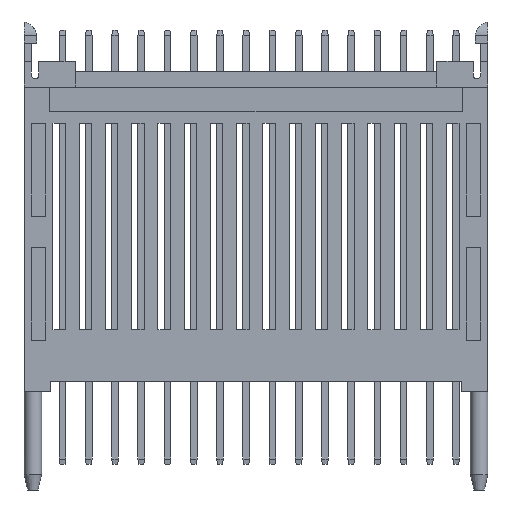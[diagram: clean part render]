
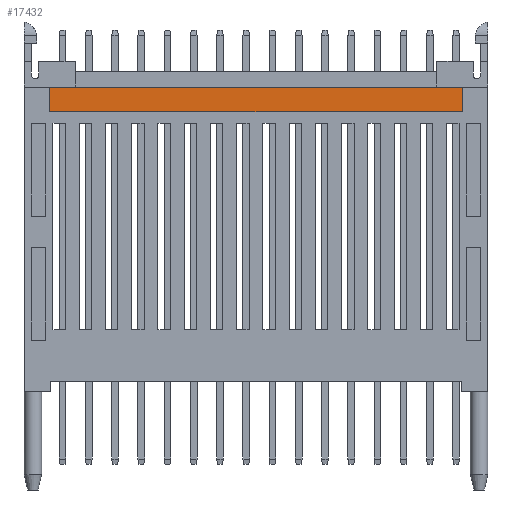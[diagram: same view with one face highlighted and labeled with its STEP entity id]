
A CAD part, front view. The second image highlights one B-rep face of the part: STEP entity #17432.
In plain terms, the highlighted planar face has unit normal (0, -1, 0).
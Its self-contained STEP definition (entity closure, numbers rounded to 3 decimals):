
#11195=CARTESIAN_POINT('',(-19.95,-0.7,29.5));
#11196=VERTEX_POINT('',#11195);
#11206=CARTESIAN_POINT('',(19.95,-0.7,29.5));
#11207=VERTEX_POINT('',#11206);
#11208=CARTESIAN_POINT('',(-19.95,-0.7,29.5));
#11209=CARTESIAN_POINT('',(-11.97,-0.7,29.5));
#11210=CARTESIAN_POINT('',(-3.99,-0.7,29.5));
#11211=CARTESIAN_POINT('',(3.99,-0.7,29.5));
#11212=CARTESIAN_POINT('',(11.97,-0.7,29.5));
#11213=CARTESIAN_POINT('',(19.95,-0.7,29.5));
#11214=B_SPLINE_CURVE_WITH_KNOTS('',5,(#11208,#11209,#11210,#11211,#11212,#11213),.UNSPECIFIED.,.F.,.U.,(6,6),(0.,39.9),.UNSPECIFIED.);
#11215=EDGE_CURVE('',#11196,#11207,#11214,.T.);
#16295=CARTESIAN_POINT('',(19.95,-0.7,27.1));
#16296=VERTEX_POINT('',#16295);
#16306=CARTESIAN_POINT('',(-19.95,-0.7,27.1));
#16307=VERTEX_POINT('',#16306);
#16308=CARTESIAN_POINT('',(19.95,-0.7,27.1));
#16309=CARTESIAN_POINT('',(11.97,-0.7,27.1));
#16310=CARTESIAN_POINT('',(3.99,-0.7,27.1));
#16311=CARTESIAN_POINT('',(-3.99,-0.7,27.1));
#16312=CARTESIAN_POINT('',(-11.97,-0.7,27.1));
#16313=CARTESIAN_POINT('',(-19.95,-0.7,27.1));
#16314=B_SPLINE_CURVE_WITH_KNOTS('',5,(#16308,#16309,#16310,#16311,#16312,#16313),.UNSPECIFIED.,.F.,.U.,(6,6),(0.,39.9),.UNSPECIFIED.);
#16315=EDGE_CURVE('',#16296,#16307,#16314,.T.);
#16336=CARTESIAN_POINT('',(-19.95,-0.7,27.1));
#16337=CARTESIAN_POINT('',(-19.95,-0.7,27.58));
#16338=CARTESIAN_POINT('',(-19.95,-0.7,28.06));
#16339=CARTESIAN_POINT('',(-19.95,-0.7,28.54));
#16340=CARTESIAN_POINT('',(-19.95,-0.7,29.02));
#16341=CARTESIAN_POINT('',(-19.95,-0.7,29.5));
#16342=B_SPLINE_CURVE_WITH_KNOTS('',5,(#16336,#16337,#16338,#16339,#16340,#16341),.UNSPECIFIED.,.F.,.U.,(6,6),(0.,2.4),.UNSPECIFIED.);
#16343=EDGE_CURVE('',#16307,#11196,#16342,.T.);
#17407=CARTESIAN_POINT('',(19.95,-0.7,29.5));
#17408=CARTESIAN_POINT('',(19.95,-0.7,29.02));
#17409=CARTESIAN_POINT('',(19.95,-0.7,28.54));
#17410=CARTESIAN_POINT('',(19.95,-0.7,28.06));
#17411=CARTESIAN_POINT('',(19.95,-0.7,27.58));
#17412=CARTESIAN_POINT('',(19.95,-0.7,27.1));
#17413=B_SPLINE_CURVE_WITH_KNOTS('',5,(#17407,#17408,#17409,#17410,#17411,#17412),.UNSPECIFIED.,.F.,.U.,(6,6),(0.,2.4),.UNSPECIFIED.);
#17414=EDGE_CURVE('',#11207,#16296,#17413,.T.);
#17421=CARTESIAN_POINT('',(0.,-0.7,28.3));
#17422=DIRECTION('',(1.,0.,0.));
#17423=DIRECTION('',(-0.,1.,0.));
#17424=AXIS2_PLACEMENT_3D('',#17421,#17423,#17422);
#17425=PLANE('',#17424);
#17426=ORIENTED_EDGE('',*,*,#11215,.T.);
#17427=ORIENTED_EDGE('',*,*,#17414,.T.);
#17428=ORIENTED_EDGE('',*,*,#16315,.T.);
#17429=ORIENTED_EDGE('',*,*,#16343,.T.);
#17430=EDGE_LOOP('',(#17426,#17427,#17428,#17429));
#17431=FACE_OUTER_BOUND('',#17430,.F.);
#17432=ADVANCED_FACE('',(#17431),#17425,.F.);
